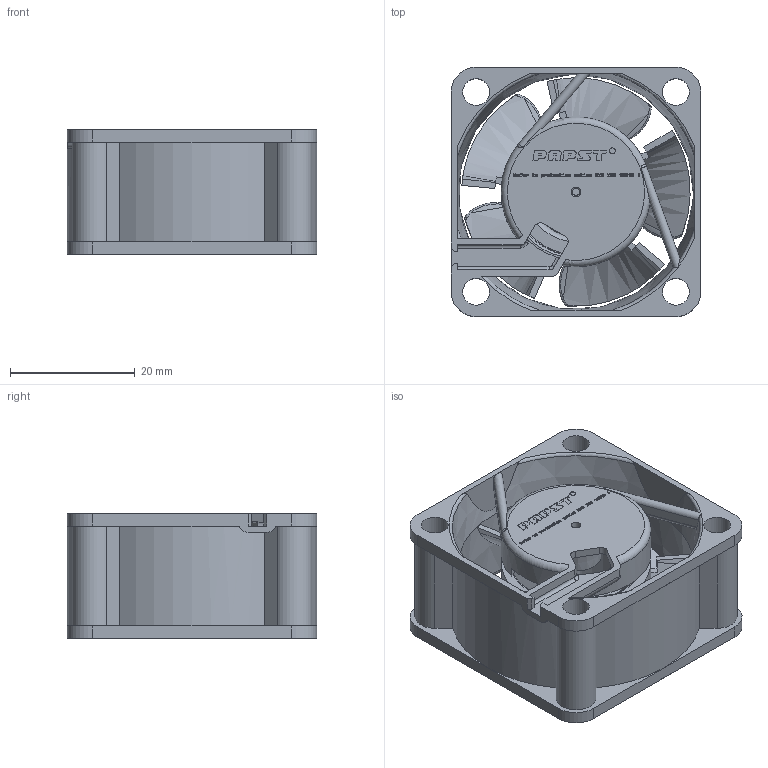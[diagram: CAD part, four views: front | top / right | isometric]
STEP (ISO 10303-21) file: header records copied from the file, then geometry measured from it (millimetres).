
FILE_DESCRIPTION(/* description */ (''),/* implementation_level */ '2;1');
FILE_NAME(/* name */ 'ELEC_SmallFan_412.ipt.stp',/* time_stamp */ '2016-01-07T16:39:30-08:00',/* author */ ('Autodesk Inc.'),/* organization */ ('Autodesk Inc.'),/* preprocessor_version */ 'ST-DEVELOPER v16.1',/* originating_system */ 'Autodesk Inventor 2016',/* authorisation */ '');
FILE_SCHEMA (('AUTOMOTIVE_DESIGN { 1 0 10303 214 3 1 1 }'));
Length unit declared in the file: millimetre
Products named in the file (1): ELEC_SmallFan_412
Bounding box: 40 x 40 x 20 mm (x, y, z)
Volume: 8237.3 mm3; surface area: 13642.8 mm2
Topology: 2 solids, 2 shells, 1405 faces, 3917 edges, 2592 vertices
Faces by surface type: plane 1177, cylinder 106, bspline 88, torus 24, cone 10
Full cylindrical faces by diameter (mm): 0.95 x1, 0.958 x1, 1.198 x3, 1.523 x1, 3 x2, 4.3 x4, 6 x1, 20.4 x1, 20.6 x1, 24 x1, 24.007 x1
Entity records: 49075 total; most frequent: CARTESIAN_POINT 12219, ORIENTED_EDGE 7724, DIRECTION 6542, EDGE_CURVE 3862, LINE 3332, VECTOR 3332, VERTEX_POINT 2581, AXIS2_PLACEMENT_3D 1605
